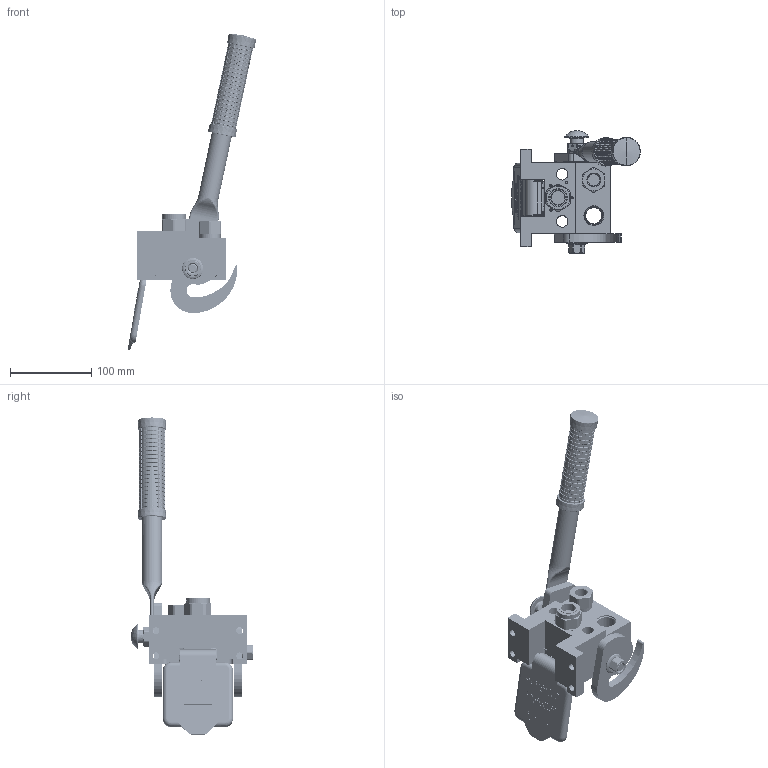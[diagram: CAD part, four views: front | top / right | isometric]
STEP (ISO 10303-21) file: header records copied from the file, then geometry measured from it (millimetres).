
FILE_DESCRIPTION (( 'STEP AP214' ), '1' );
FILE_NAME ('FASTER.step', '2022-01-27T05:58:01', ( '' ), ( '' ), 'SwSTEP 2.0', 'SolidWorks 2017', '' );
FILE_SCHEMA (( 'AUTOMOTIVE_DESIGN' ));
Length unit declared in the file: millimetre
Products named in the file (37): 4820_020_0000_001; 2ffnb12_gas_f; et011; 4830_001_0005_301; 4142_072_1000_300; 4830_025_2000_000; 4132_014_0000_000; 4820_001_0001_004; 4820_024_1001_020; curs_molla_12; sicura_p5; FASTER; or1_5x7_m; 4820_024_1001_010; 4820_024_1001_000; 4830_025_1000_000; 0048_042_0412_000; 4820_024_1001_021; or2x18; CURS_MOLLA_38; 4830_025_0000_001; 4850_024_0000_012; P306_F_BASE; 4830_022_0000_011; 4820_024_1001_000_ASM; 1540_080_0012_000; 4820_001_0004_000; A_2ffnb12_gas_f; 2ffnb38_gas_f; 4850_024_2000_011; A_2ffnb38_gas_f; 4340_014_0000_000; 4830_070_0000_001; 4132_072_0000_300; 4830_001_0005_300
Assembly tree (40 placements, depth 4):
  FASTER
    P306_F_BASE
      4820_020_0000_001
      4820_001_0001_004
      4820_001_0004_000
      4830_001_0005_300
      4830_001_0005_301
      4830_025_1000_000
      4830_022_0000_011
      4830_070_0000_001
    A_2ffnb12_gas_f
      curs_molla_12
        4340_014_0000_000
        4142_072_1000_300
      2ffnb12_gas_f
        2ffnb12_gas_f
    A_2ffnb38_gas_f
      CURS_MOLLA_38
        4132_072_0000_300
        4132_014_0000_000
      2ffnb38_gas_f
        2ffnb38_gas_f
    4820_024_1001_000
      4820_024_1001_000_ASM
        4850_024_2000_011
        4820_024_1001_010
        4820_024_1001_021
      sicura_p5
        4830_025_0000_001
        or1_5x7_m
        0048_042_0412_000
      4830_025_1000_000
      4830_022_0000_011
      4820_024_1001_020
      1540_080_0012_000
      4830_025_2000_000
      4850_024_0000_012
      4830_070_0000_001
      or2x18  x2
    et011
Bounding box: 158.65 x 150.83 x 390.03 mm (x, y, z)
Volume: 183879.5 mm3; surface area: 251076.7 mm2
Topology: 32 solids, 57 shells, 4560 faces, 12037 edges, 7670 vertices
Faces by surface type: plane 1866, cylinder 1595, torus 432, bspline 380, cone 253, sphere 34
Entity records: 201825 total; most frequent: CARTESIAN_POINT 94794, ORIENTED_EDGE 22950, DIRECTION 19020, EDGE_CURVE 11576, VERTEX_POINT 7437, LINE 6428, VECTOR 6428, AXIS2_PLACEMENT_3D 6296
